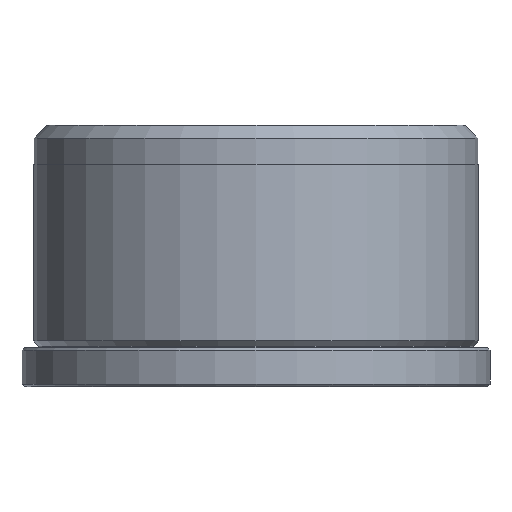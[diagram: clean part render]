
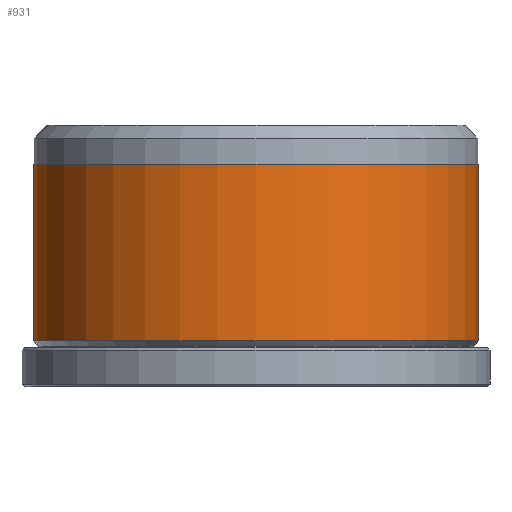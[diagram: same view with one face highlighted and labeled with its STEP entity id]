
A CAD part, front view. The second image highlights one B-rep face of the part: STEP entity #931.
In plain terms, the highlighted cylindrical face has radius 17 mm (diameter 34 mm), a partial arc.
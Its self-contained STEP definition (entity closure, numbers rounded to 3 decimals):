
#67 = CARTESIAN_POINT ( 'NONE',  ( 0., 0., 17. ) ) ;
#92 = ORIENTED_EDGE ( 'NONE', *, *, #369, .T. ) ;
#169 = ORIENTED_EDGE ( 'NONE', *, *, #591, .F. ) ;
#232 = DIRECTION ( 'NONE',  ( 1., 0., 0. ) ) ;
#254 = LINE ( 'NONE', #2121, #1977 ) ;
#285 = ORIENTED_EDGE ( 'NONE', *, *, #1340, .F. ) ;
#369 = EDGE_CURVE ( 'NONE', #1860, #1374, #254, .T. ) ;
#472 = CARTESIAN_POINT ( 'NONE',  ( 17., 0., 20. ) ) ;
#591 = EDGE_CURVE ( 'NONE', #2158, #1374, #1106, .T. ) ;
#613 = FACE_OUTER_BOUND ( 'NONE', #1343, .T. ) ;
#629 = DIRECTION ( 'NONE',  ( 0., 0., -1. ) ) ;
#645 = VERTEX_POINT ( 'NONE', #2070 ) ;
#697 = ORIENTED_EDGE ( 'NONE', *, *, #1738, .F. ) ;
#741 = AXIS2_PLACEMENT_3D ( 'NONE', #67, #1302, #232 ) ;
#783 = AXIS2_PLACEMENT_3D ( 'NONE', #2130, #1785, #890 ) ;
#847 = DIRECTION ( 'NONE',  ( 0., 0., -1. ) ) ;
#852 = LINE ( 'NONE', #472, #1742 ) ;
#890 = DIRECTION ( 'NONE',  ( -1., 0., 0. ) ) ;
#931 = ADVANCED_FACE ( 'NONE', ( #613 ), #2040, .T. ) ;
#1106 = CIRCLE ( 'NONE', #2227, 17. ) ;
#1115 = CIRCLE ( 'NONE', #741, 17. ) ;
#1124 = CARTESIAN_POINT ( 'NONE',  ( -17., 0., 3.5 ) ) ;
#1207 = CARTESIAN_POINT ( 'NONE',  ( 17., 0., 3.5 ) ) ;
#1302 = DIRECTION ( 'NONE',  ( 0., 0., 1. ) ) ;
#1340 = EDGE_CURVE ( 'NONE', #1860, #645, #1115, .T. ) ;
#1343 = EDGE_LOOP ( 'NONE', ( #697, #285, #92, #169 ) ) ;
#1374 = VERTEX_POINT ( 'NONE', #1124 ) ;
#1701 = CARTESIAN_POINT ( 'NONE',  ( 0., 0., 3.5 ) ) ;
#1738 = EDGE_CURVE ( 'NONE', #645, #2158, #852, .T. ) ;
#1742 = VECTOR ( 'NONE', #2085, 1000. ) ;
#1785 = DIRECTION ( 'NONE',  ( 0., 0., -1. ) ) ;
#1800 = CARTESIAN_POINT ( 'NONE',  ( -17., 0., 17. ) ) ;
#1860 = VERTEX_POINT ( 'NONE', #1800 ) ;
#1886 = DIRECTION ( 'NONE',  ( -1., 0., 0. ) ) ;
#1977 = VECTOR ( 'NONE', #847, 1000. ) ;
#2040 = CYLINDRICAL_SURFACE ( 'NONE', #783, 17. ) ;
#2070 = CARTESIAN_POINT ( 'NONE',  ( 17., 0., 17. ) ) ;
#2085 = DIRECTION ( 'NONE',  ( 0., 0., -1. ) ) ;
#2121 = CARTESIAN_POINT ( 'NONE',  ( -17., 0., 20. ) ) ;
#2130 = CARTESIAN_POINT ( 'NONE',  ( 0., 0., 20. ) ) ;
#2158 = VERTEX_POINT ( 'NONE', #1207 ) ;
#2227 = AXIS2_PLACEMENT_3D ( 'NONE', #1701, #629, #1886 ) ;
